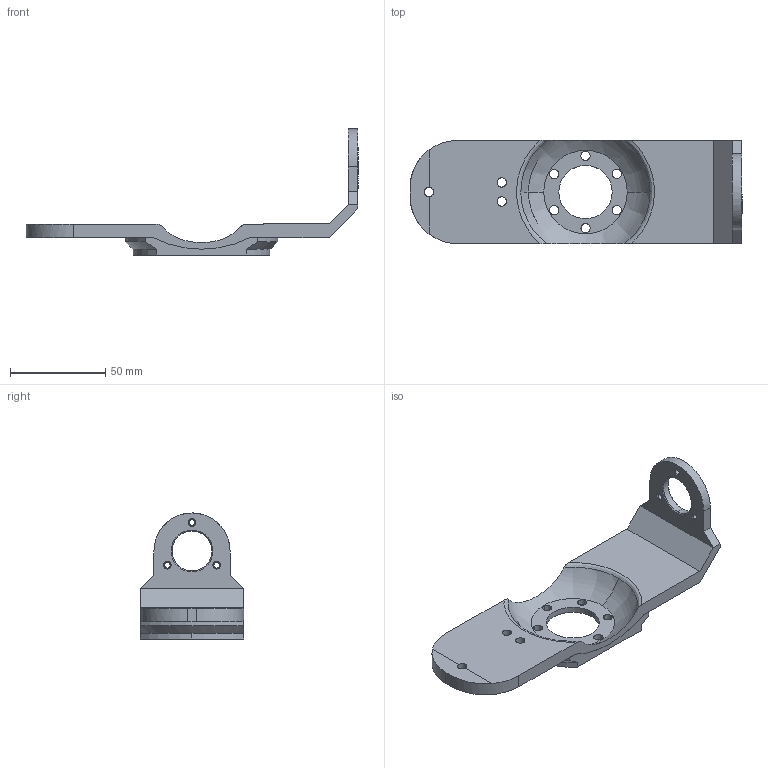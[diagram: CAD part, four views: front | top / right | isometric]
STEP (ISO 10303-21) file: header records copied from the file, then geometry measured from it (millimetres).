
FILE_DESCRIPTION (( 'STEP AP203' ), '1' );
FILE_NAME ('MyArm_¹w³]_sldprt.STEP', '2023-06-06T06:58:13', ( '' ), ( '' ), 'SwSTEP 2.0', 'SolidWorks 2016', '' );
FILE_SCHEMA (( 'CONFIG_CONTROL_DESIGN' ));
Length unit declared in the file: millimetre
Products named in the file (1): MyArm_預設_sldprt
Bounding box: 174.67 x 54.3 x 66.33 mm (x, y, z)
Volume: 66984.1 mm3; surface area: 27020.2 mm2
Topology: 1 solids, 1 shells, 85 faces, 240 edges, 154 vertices
Faces by surface type: cylinder 40, plane 22, bspline 12, cone 11
Entity records: 4743 total; most frequent: CARTESIAN_POINT 2514, ORIENTED_EDGE 480, DIRECTION 402, EDGE_CURVE 240, VERTEX_POINT 154, AXIS2_PLACEMENT_3D 149, EDGE_LOOP 112, VECTOR 104
